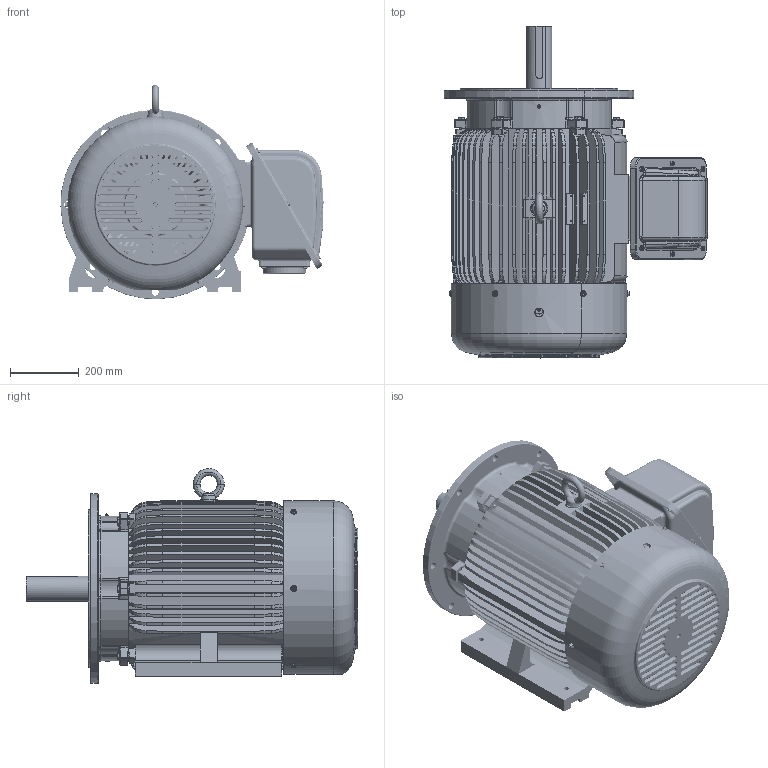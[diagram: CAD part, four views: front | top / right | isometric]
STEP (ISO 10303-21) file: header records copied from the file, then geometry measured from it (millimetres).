
FILE_DESCRIPTION(('CATIA V5 STEP Exchange'),'2;1');
FILE_NAME('405T-HV-DF_AllCATPart.stp','2012-08-30T02:56:37+00:00',('none'),('none'),'CATIA Version 5 Release 19 SP 9 (IN-10)','CATIA V5 STEP AP203','none');
FILE_SCHEMA(('CONFIG_CONTROL_DESIGN'));
Length unit declared in the file: millimetre
Products named in the file (1): 405T-HV-DF_AllCATPart
Bounding box: 763.43 x 962.92 x 622.92 mm (x, y, z)
Volume: 42357447 mm3; surface area: 7018603.7 mm2
Topology: 50 solids, 50 shells, 4409 faces, 11802 edges, 7535 vertices
Faces by surface type: plane 1353, cylinder 1118, torus 898, cone 636, bspline 348, sphere 36, revolution 20
Entity records: 155571 total; most frequent: CARTESIAN_POINT 61554, ORIENTED_EDGE 23440, DIRECTION 12500, EDGE_CURVE 11720, VERTEX_POINT 7535, AXIS2_PLACEMENT_3D 6435, EDGE_LOOP 4829, ADVANCED_FACE 4409
